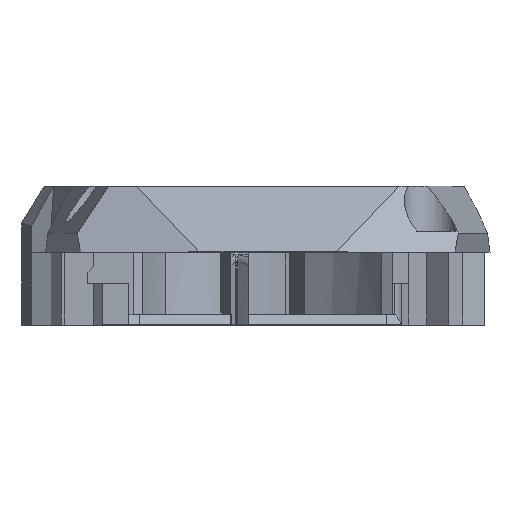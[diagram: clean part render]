
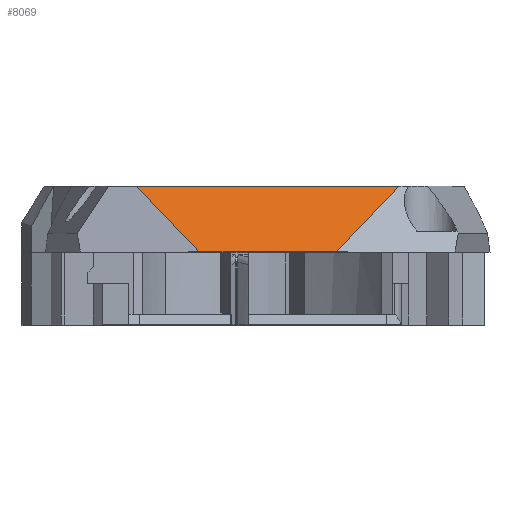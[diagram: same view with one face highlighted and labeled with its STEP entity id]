
A CAD part, top view. The second image highlights one B-rep face of the part: STEP entity #8069.
In plain terms, the highlighted planar face has unit normal (0, 0.788, 0.616).
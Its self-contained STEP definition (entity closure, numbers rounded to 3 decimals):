
#8030=CARTESIAN_POINT('',(24.91,20.059,7.865));
#8031=DIRECTION('',(-0.,-0.788,-0.616));
#8032=DIRECTION('',(0.,-0.616,0.788));
#8033=AXIS2_PLACEMENT_3D('',#8030,#8031,#8032);
#8034=PLANE('',#8033);
#8035=CARTESIAN_POINT('',(28.805,28.571,-3.03));
#8036=VERTEX_POINT('',#8035);
#8037=CARTESIAN_POINT('',(19.831,19.071,9.13));
#8038=VERTEX_POINT('',#8037);
#8039=CARTESIAN_POINT('',(28.805,28.571,-3.03));
#8040=DIRECTION('',(-0.503,-0.532,0.681));
#8041=VECTOR('',#8040,17.85);
#8042=LINE('',#8039,#8041);
#8043=EDGE_CURVE('',#8036,#8038,#8042,.T.);
#8044=ORIENTED_EDGE('',*,*,#8043,.F.);
#8045=CARTESIAN_POINT('',(-8.985,28.571,-3.03));
#8046=VERTEX_POINT('',#8045);
#8047=CARTESIAN_POINT('',(28.805,28.571,-3.03));
#8048=DIRECTION('',(-1.,0.,0.));
#8049=VECTOR('',#8048,37.79);
#8050=LINE('',#8047,#8049);
#8051=EDGE_CURVE('',#8036,#8046,#8050,.T.);
#8052=ORIENTED_EDGE('',*,*,#8051,.T.);
#8053=CARTESIAN_POINT('',(-0.012,19.071,9.13));
#8054=VERTEX_POINT('',#8053);
#8055=CARTESIAN_POINT('',(-0.012,19.071,9.13));
#8056=DIRECTION('',(-0.503,0.532,-0.681));
#8057=VECTOR('',#8056,17.85);
#8058=LINE('',#8055,#8057);
#8059=EDGE_CURVE('',#8054,#8046,#8058,.T.);
#8060=ORIENTED_EDGE('',*,*,#8059,.F.);
#8061=CARTESIAN_POINT('',(19.831,19.071,9.13));
#8062=DIRECTION('',(-1.,0.,0.));
#8063=VECTOR('',#8062,19.843);
#8064=LINE('',#8061,#8063);
#8065=EDGE_CURVE('',#8038,#8054,#8064,.T.);
#8066=ORIENTED_EDGE('',*,*,#8065,.F.);
#8067=EDGE_LOOP('',(#8044,#8052,#8060,#8066));
#8068=FACE_BOUND('',#8067,.T.);
#8069=ADVANCED_FACE('',(#8068),#8034,.F.);
